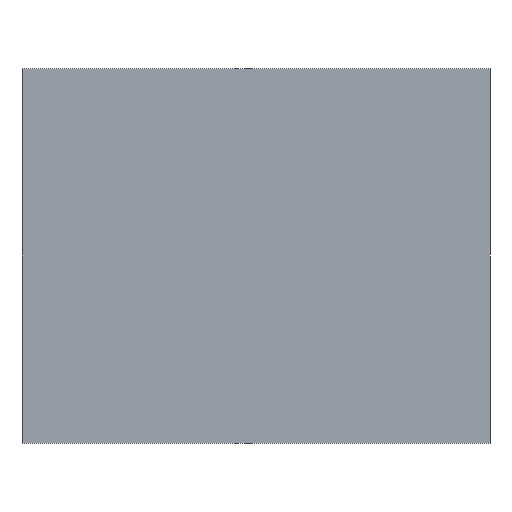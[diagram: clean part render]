
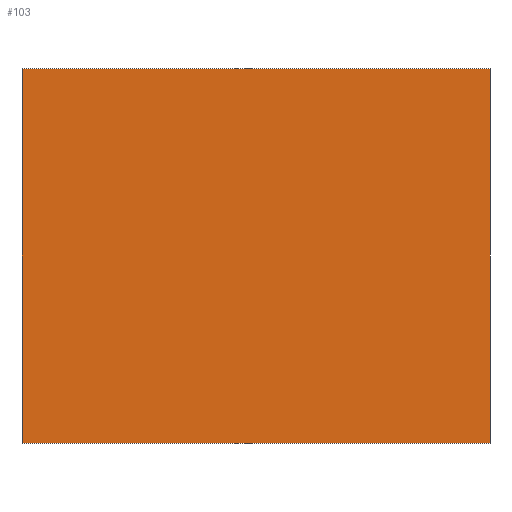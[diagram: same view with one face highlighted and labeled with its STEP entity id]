
A CAD part, front view. The second image highlights one B-rep face of the part: STEP entity #103.
In plain terms, the highlighted planar face has unit normal (0, -1, 0).
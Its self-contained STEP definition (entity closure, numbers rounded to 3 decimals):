
#17=FACE_OUTER_BOUND('',#23,.T.);
#23=EDGE_LOOP('',(#79,#80,#81,#82));
#29=LINE('',#161,#41);
#33=LINE('',#168,#45);
#34=LINE('',#171,#46);
#35=LINE('',#172,#47);
#41=VECTOR('',#133,10.);
#45=VECTOR('',#139,10.);
#46=VECTOR('',#142,10.);
#47=VECTOR('',#143,10.);
#53=VERTEX_POINT('',#158);
#54=VERTEX_POINT('',#160);
#56=VERTEX_POINT('',#165);
#57=VERTEX_POINT('',#170);
#61=EDGE_CURVE('',#53,#54,#29,.T.);
#65=EDGE_CURVE('',#56,#54,#33,.T.);
#66=EDGE_CURVE('',#56,#57,#34,.T.);
#67=EDGE_CURVE('',#57,#53,#35,.T.);
#79=ORIENTED_EDGE('',*,*,#66,.F.);
#80=ORIENTED_EDGE('',*,*,#65,.T.);
#81=ORIENTED_EDGE('',*,*,#61,.F.);
#82=ORIENTED_EDGE('',*,*,#67,.F.);
#97=PLANE('',#123);
#103=ADVANCED_FACE('',(#17),#97,.T.);
#123=AXIS2_PLACEMENT_3D('',#169,#140,#141);
#133=DIRECTION('',(1.,0.,0.));
#139=DIRECTION('',(0.,0.,1.));
#140=DIRECTION('center_axis',(0.,-1.,0.));
#141=DIRECTION('ref_axis',(1.,0.,0.));
#142=DIRECTION('',(-1.,0.,0.));
#143=DIRECTION('',(0.,0.,1.));
#158=CARTESIAN_POINT('',(-5.25,-1.2,8.4));
#160=CARTESIAN_POINT('',(5.25,-1.2,8.4));
#161=CARTESIAN_POINT('',(5.25,-1.2,8.4));
#165=CARTESIAN_POINT('',(5.25,-1.2,0.));
#168=CARTESIAN_POINT('',(5.25,-1.2,0.));
#169=CARTESIAN_POINT('Origin',(-5.25,-1.2,0.));
#170=CARTESIAN_POINT('',(-5.25,-1.2,0.));
#171=CARTESIAN_POINT('',(5.25,-1.2,0.));
#172=CARTESIAN_POINT('',(-5.25,-1.2,0.));
